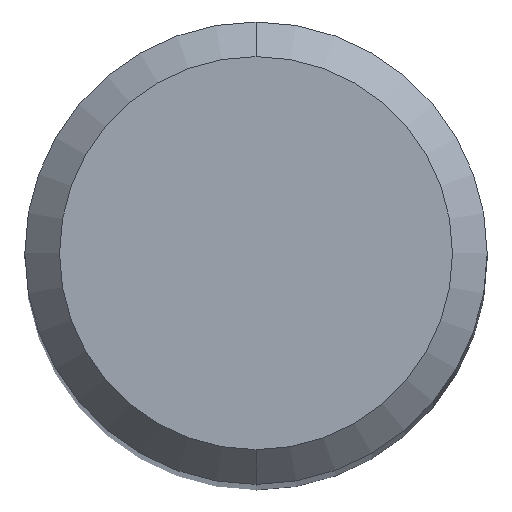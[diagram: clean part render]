
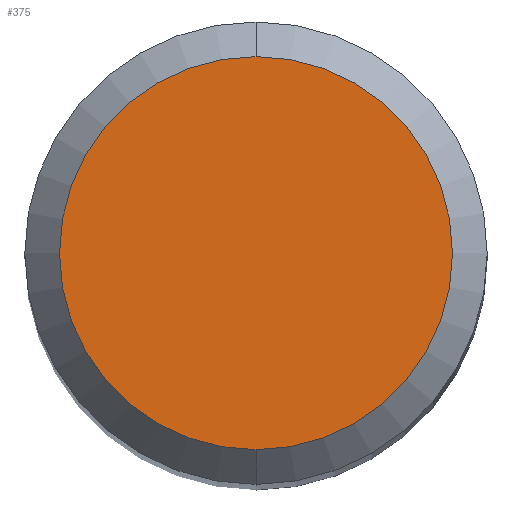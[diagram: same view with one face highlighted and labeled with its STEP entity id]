
A CAD part, top view. The second image highlights one B-rep face of the part: STEP entity #375.
In plain terms, the highlighted planar face has unit normal (0, 0, 1).
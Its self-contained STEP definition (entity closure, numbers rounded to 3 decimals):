
#215=EDGE_CURVE('',#537,#525,#574,.T.);
#375=ADVANCED_FACE('',(#753),#754,.T.);
#475=EDGE_CURVE('',#525,#537,#864,.T.);
#525=VERTEX_POINT('',#922);
#537=VERTEX_POINT('',#934);
#574=CIRCLE('',#995,1.7);
#753=FACE_OUTER_BOUND('',#1336,.T.);
#754=PLANE('',#1337);
#864=CIRCLE('',#1554,1.7);
#922=CARTESIAN_POINT('',(0.0,1.7,0.0));
#934=CARTESIAN_POINT('',(0.,-1.7,0.0));
#995=AXIS2_PLACEMENT_3D('',#1663,#1664,#1665);
#1336=EDGE_LOOP('',(#1858,#1859));
#1337=AXIS2_PLACEMENT_3D('',#1860,#1861,#1862);
#1554=AXIS2_PLACEMENT_3D('',#1994,#1995,#1996);
#1663=CARTESIAN_POINT('',(0.0,0.0,0.0));
#1664=DIRECTION('',(0.0,0.0,-1.0));
#1665=DIRECTION('',(0.0,1.0,0.0));
#1858=ORIENTED_EDGE('',*,*,#475,.F.);
#1859=ORIENTED_EDGE('',*,*,#215,.F.);
#1860=CARTESIAN_POINT('',(0.0,0.85,0.0));
#1861=DIRECTION('',(-0.0,0.0,1.0));
#1862=DIRECTION('',(0.0,-1.0,0.0));
#1994=CARTESIAN_POINT('',(0.0,0.0,0.0));
#1995=DIRECTION('',(0.0,0.0,-1.0));
#1996=DIRECTION('',(0.0,1.0,0.0));
